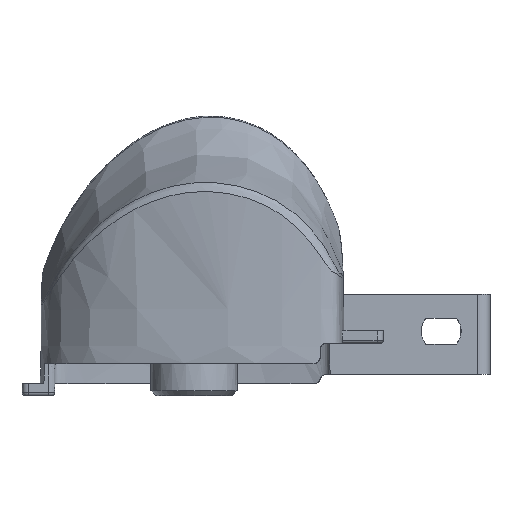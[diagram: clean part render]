
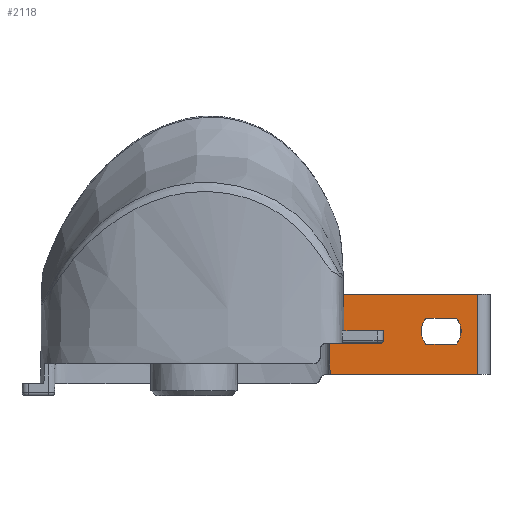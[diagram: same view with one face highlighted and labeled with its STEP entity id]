
A CAD part, top view. The second image highlights one B-rep face of the part: STEP entity #2118.
In plain terms, the highlighted planar face has unit normal (0, 0, 1).
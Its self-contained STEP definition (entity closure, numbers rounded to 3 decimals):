
#166=B_SPLINE_CURVE_WITH_KNOTS('',3,(#5047,#5048,#5049,#5050),
 .UNSPECIFIED.,.F.,.F.,(4,4),(-0.35,-0.1),
 .UNSPECIFIED.);
#169=B_SPLINE_CURVE_WITH_KNOTS('',3,(#5628,#5629,#5630,#5631,#5632,#5633,
#5634),.UNSPECIFIED.,.F.,.F.,(4,3,4),(-0.4,-0.35,
-0.1),.UNSPECIFIED.);
#257=FACE_BOUND('',#515,.T.);
#295=PLANE('',#2297);
#399=FACE_OUTER_BOUND('',#514,.T.);
#514=EDGE_LOOP('',(#1882,#1883,#1884,#1885,#1886,#1887,#1888,#1889,#1890));
#515=EDGE_LOOP('',(#1891,#1892,#1893,#1894));
#552=LINE('',#3594,#630);
#557=LINE('',#3672,#635);
#595=LINE('',#8109,#673);
#596=LINE('',#8111,#674);
#597=LINE('',#8113,#675);
#598=LINE('',#8120,#676);
#599=LINE('',#8135,#677);
#607=LINE('',#8475,#685);
#630=VECTOR('',#2401,10.);
#635=VECTOR('',#2422,10.);
#673=VECTOR('',#2576,10.);
#674=VECTOR('',#2579,10.);
#675=VECTOR('',#2582,10.);
#676=VECTOR('',#2585,10.);
#677=VECTOR('',#2592,10.);
#685=VECTOR('',#2686,10.);
#701=CIRCLE('',#2188,0.25);
#725=CIRCLE('',#2252,1.625);
#726=CIRCLE('',#2255,1.625);
#821=VERTEX_POINT('',#3567);
#822=VERTEX_POINT('',#3593);
#830=VERTEX_POINT('',#3667);
#831=VERTEX_POINT('',#3671);
#869=VERTEX_POINT('',#5038);
#871=VERTEX_POINT('',#5604);
#872=VERTEX_POINT('',#5627);
#960=VERTEX_POINT('',#8105);
#961=VERTEX_POINT('',#8107);
#962=VERTEX_POINT('',#8115);
#963=VERTEX_POINT('',#8119);
#964=VERTEX_POINT('',#8125);
#965=VERTEX_POINT('',#8131);
#1065=EDGE_CURVE('',#821,#822,#552,.T.);
#1076=EDGE_CURVE('',#830,#822,#701,.F.);
#1078=EDGE_CURVE('',#830,#831,#557,.T.);
#1121=EDGE_CURVE('',#869,#821,#166,.T.);
#1125=EDGE_CURVE('',#871,#872,#169,.T.);
#1254=EDGE_CURVE('',#961,#960,#595,.T.);
#1255=EDGE_CURVE('',#961,#872,#596,.T.);
#1256=EDGE_CURVE('',#831,#871,#597,.T.);
#1258=EDGE_CURVE('',#963,#962,#598,.T.);
#1261=EDGE_CURVE('',#962,#964,#725,.T.);
#1263=EDGE_CURVE('',#964,#965,#599,.T.);
#1264=EDGE_CURVE('',#965,#963,#726,.T.);
#1303=EDGE_CURVE('',#869,#960,#607,.T.);
#1882=ORIENTED_EDGE('',*,*,#1078,.F.);
#1883=ORIENTED_EDGE('',*,*,#1076,.T.);
#1884=ORIENTED_EDGE('',*,*,#1065,.F.);
#1885=ORIENTED_EDGE('',*,*,#1121,.F.);
#1886=ORIENTED_EDGE('',*,*,#1303,.T.);
#1887=ORIENTED_EDGE('',*,*,#1254,.F.);
#1888=ORIENTED_EDGE('',*,*,#1255,.T.);
#1889=ORIENTED_EDGE('',*,*,#1125,.F.);
#1890=ORIENTED_EDGE('',*,*,#1256,.F.);
#1891=ORIENTED_EDGE('',*,*,#1264,.T.);
#1892=ORIENTED_EDGE('',*,*,#1258,.T.);
#1893=ORIENTED_EDGE('',*,*,#1261,.T.);
#1894=ORIENTED_EDGE('',*,*,#1263,.T.);
#2118=ADVANCED_FACE('',(#399,#257),#295,.F.);
#2188=AXIS2_PLACEMENT_3D('',#3668,#2417,#2418);
#2252=AXIS2_PLACEMENT_3D('',#8129,#2588,#2589);
#2255=AXIS2_PLACEMENT_3D('',#8137,#2595,#2596);
#2297=AXIS2_PLACEMENT_3D('',#8476,#2687,#2688);
#2401=DIRECTION('',(1.,0.,0.));
#2417=DIRECTION('center_axis',(0.,0.,1.));
#2418=DIRECTION('ref_axis',(0.701,-0.713,0.));
#2422=DIRECTION('',(0.017,1.,0.));
#2576=DIRECTION('',(0.,-1.,0.));
#2579=DIRECTION('',(-1.,0.,0.));
#2582=DIRECTION('',(-1.,0.,0.));
#2585=DIRECTION('',(-1.,0.,0.));
#2588=DIRECTION('center_axis',(0.,0.,-1.));
#2589=DIRECTION('ref_axis',(1.,0.,0.));
#2592=DIRECTION('',(1.,0.,0.));
#2595=DIRECTION('center_axis',(0.,0.,-1.));
#2596=DIRECTION('ref_axis',(1.,0.,0.));
#2686=DIRECTION('',(1.,0.,0.));
#2687=DIRECTION('center_axis',(0.,0.,-1.));
#2688=DIRECTION('ref_axis',(1.,0.,0.));
#3567=CARTESIAN_POINT('',(107.8,28.2,-11.472));
#3593=CARTESIAN_POINT('',(111.904,28.2,-11.472));
#3594=CARTESIAN_POINT('',(110.7,28.2,-11.472));
#3667=CARTESIAN_POINT('',(112.154,28.446,-11.472));
#3668=CARTESIAN_POINT('Origin',(111.904,28.45,-11.472));
#3671=CARTESIAN_POINT('',(112.167,29.2,-11.472));
#3672=CARTESIAN_POINT('',(112.172,29.463,-11.472));
#5038=CARTESIAN_POINT('',(107.833,25.7,-11.472));
#5047=CARTESIAN_POINT('Ctrl Pts',(107.833,25.7,-11.472));
#5048=CARTESIAN_POINT('Ctrl Pts',(107.822,26.533,-11.472));
#5049=CARTESIAN_POINT('Ctrl Pts',(107.811,27.367,-11.472));
#5050=CARTESIAN_POINT('Ctrl Pts',(107.8,28.2,-11.472));
#5604=CARTESIAN_POINT('',(108.762,29.2,-11.472));
#5627=CARTESIAN_POINT('',(108.723,32.2,-11.472));
#5628=CARTESIAN_POINT('Ctrl Pts',(108.762,29.2,-11.472));
#5629=CARTESIAN_POINT('Ctrl Pts',(108.76,29.367,-11.472));
#5630=CARTESIAN_POINT('Ctrl Pts',(108.758,29.533,-11.472));
#5631=CARTESIAN_POINT('Ctrl Pts',(108.755,29.7,-11.472));
#5632=CARTESIAN_POINT('Ctrl Pts',(108.745,30.533,-11.472));
#5633=CARTESIAN_POINT('Ctrl Pts',(108.734,31.367,-11.472));
#5634=CARTESIAN_POINT('Ctrl Pts',(108.723,32.2,-11.472));
#8105=CARTESIAN_POINT('',(119.826,25.7,-11.472));
#8107=CARTESIAN_POINT('',(119.826,32.2,-11.472));
#8109=CARTESIAN_POINT('',(119.826,27.45,-11.472));
#8111=CARTESIAN_POINT('',(120.826,32.2,-11.472));
#8113=CARTESIAN_POINT('',(110.7,29.2,-11.472));
#8115=CARTESIAN_POINT('',(115.619,28.14,-11.472));
#8119=CARTESIAN_POINT('',(118.082,28.14,-11.472));
#8120=CARTESIAN_POINT('',(118.082,28.14,-11.472));
#8125=CARTESIAN_POINT('',(115.619,30.26,-11.472));
#8129=CARTESIAN_POINT('Origin',(116.851,29.2,-11.472));
#8131=CARTESIAN_POINT('',(118.082,30.26,-11.472));
#8135=CARTESIAN_POINT('',(118.082,30.26,-11.472));
#8137=CARTESIAN_POINT('Origin',(116.851,29.2,-11.472));
#8475=CARTESIAN_POINT('',(120.826,25.7,-11.472));
#8476=CARTESIAN_POINT('Origin',(113.688,29.2,-11.472));
